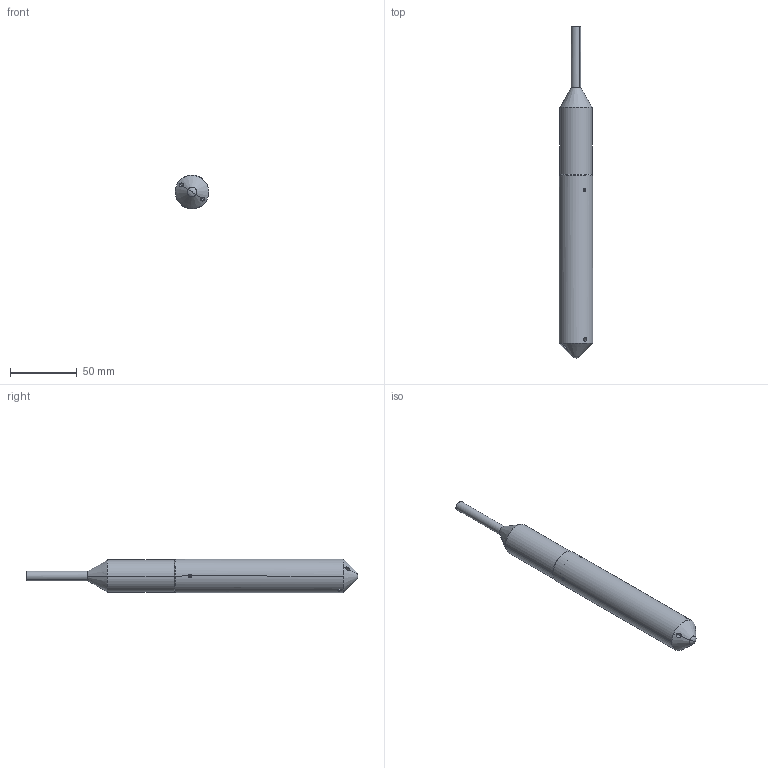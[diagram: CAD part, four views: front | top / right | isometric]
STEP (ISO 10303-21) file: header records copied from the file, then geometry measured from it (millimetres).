
FILE_DESCRIPTION(('Creo Elements/Direct Modeling STEP Export'),'2;1');
FILE_NAME('PR3441.stp','2020-04-09T12:46:40',(''),(''),'Creo Elements/Direct Modeling STEP processor for AP214 (Solid Model)','Creo Elements/Direct Modeling 20.1B 02-Apr-2019 (C) Parametric Technology GmbH','');
FILE_SCHEMA(('AUTOMOTIVE_DESIGN { 1 0 10303 214 1 1 1 1 }'));
Length unit declared in the file: millimetre
Products named in the file (1): PR3441
Bounding box: 25 x 247.78 x 25 mm (x, y, z)
Volume: 91287.2 mm3; surface area: 17239 mm2
Topology: 1 solids, 2 shells, 73 faces, 187 edges, 118 vertices
Faces by surface type: cylinder 28, plane 23, cone 20, sphere 2
Entity records: 7495 total; most frequent: CARTESIAN_POINT 5663, ORIENTED_EDGE 370, DIRECTION 285, EDGE_CURVE 185, VERTEX_POINT 118, AXIS2_PLACEMENT_3D 104, EDGE_LOOP 83, VECTOR 77
